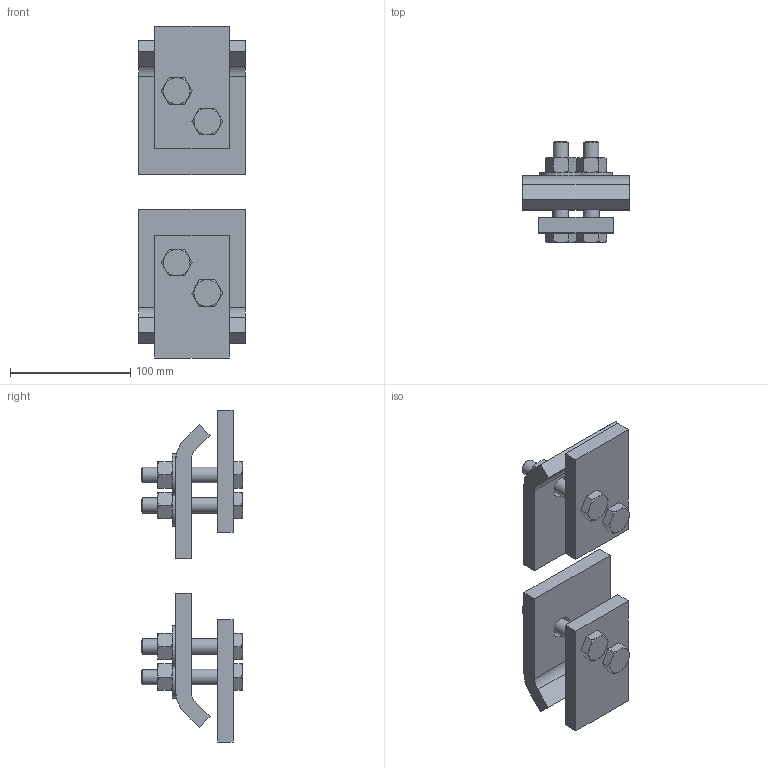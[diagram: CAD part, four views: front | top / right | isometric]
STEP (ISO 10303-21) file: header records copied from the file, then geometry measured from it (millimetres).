
FILE_DESCRIPTION((''),'2;1');
FILE_NAME('27070 ETA RIGID MOUNT HANGER.stp','2010-12-10T10:33:13',('jholman'),(''),'Autodesk Inventor 2009','Autodesk Inventor 2009','');
FILE_SCHEMA(('AUTOMOTIVE_DESIGN { 1 0 10303 214 1 1 1 1 }'));
Length unit declared in the file: inch
Products named in the file (6): 27070; 3D11IEF4D; 3D11HEF4A; Heavy Hex Structural Bolt - Inch 1/2-13 UNC - 3; Plain Washer (Inch) 1/2 - wide - Type A; Heavy Hex Nut - Inch 1/2 - 13
Assembly tree (16 placements, depth 2):
  27070
    3D11IEF4D  x2
    3D11HEF4A  x2
    Heavy Hex Structural Bolt - Inch 1/2-13 UNC - 3  x4
    Plain Washer (Inch) 1/2 - wide - Type A  x4
    Heavy Hex Nut - Inch 1/2 - 13  x4
Bounding box: 88.9 x 84.14 x 276.23 mm (x, y, z)
Volume: 471983.9 mm3; surface area: 119911 mm2
Topology: 16 solids, 16 shells, 236 faces, 504 edges, 308 vertices
Faces by surface type: plane 108, cone 88, cylinder 24, bspline 16
Full cylindrical faces by diameter (mm): 12.7 x4, 13.081 x4, 14.275 x4, 20.003 x4, 34.925 x4
Entity records: 2132 total; most frequent: CARTESIAN_POINT 514, DIRECTION 312, ORIENTED_EDGE 264, EDGE_CURVE 132, AXIS2_PLACEMENT_3D 131, EDGE_LOOP 98, VERTEX_POINT 90, FACE_OUTER_BOUND 69
